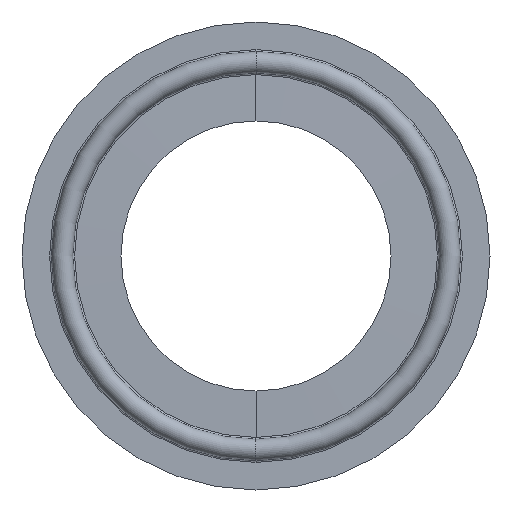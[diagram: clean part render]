
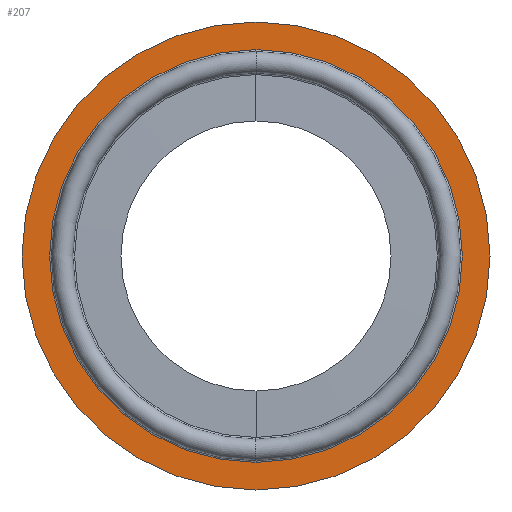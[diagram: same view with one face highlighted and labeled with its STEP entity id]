
A CAD part, left-side view. The second image highlights one B-rep face of the part: STEP entity #207.
In plain terms, the highlighted planar face has unit normal (-1, 0, 0).
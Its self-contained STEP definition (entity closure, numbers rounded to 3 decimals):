
#3 = DIRECTION ( 'NONE',  ( 1., 0., 0. ) ) ;
#7 = CARTESIAN_POINT ( 'NONE',  ( -0.9, 0., 0. ) ) ;
#40 = DIRECTION ( 'NONE',  ( 1., 0., 0. ) ) ;
#67 = ORIENTED_EDGE ( 'NONE', *, *, #234, .T. ) ;
#87 = AXIS2_PLACEMENT_3D ( 'NONE', #755, #127, #199 ) ;
#90 = EDGE_CURVE ( 'NONE', #540, #644, #193, .T. ) ;
#118 = ORIENTED_EDGE ( 'NONE', *, *, #90, .T. ) ;
#127 = DIRECTION ( 'NONE',  ( -1., 0., 0. ) ) ;
#158 = CARTESIAN_POINT ( 'NONE',  ( -0.9, 0., 26.25 ) ) ;
#172 = CIRCLE ( 'NONE', #409, 23.15 ) ;
#193 = CIRCLE ( 'NONE', #622, 23.15 ) ;
#199 = DIRECTION ( 'NONE',  ( 0., 0., 1. ) ) ;
#207 = ADVANCED_FACE ( 'NONE', ( #562, #210 ), #774, .F. ) ;
#210 = FACE_OUTER_BOUND ( 'NONE', #585, .T. ) ;
#222 = AXIS2_PLACEMENT_3D ( 'NONE', #427, #3, #625 ) ;
#234 = EDGE_CURVE ( 'NONE', #509, #383, #804, .T. ) ;
#245 = DIRECTION ( 'NONE',  ( 1., 0., 0. ) ) ;
#253 = ORIENTED_EDGE ( 'NONE', *, *, #355, .T. ) ;
#262 = CARTESIAN_POINT ( 'NONE',  ( -0.9, 0., 23.15 ) ) ;
#323 = DIRECTION ( 'NONE',  ( 0., 0., -1. ) ) ;
#329 = CARTESIAN_POINT ( 'NONE',  ( -0.9, 0., -23.15 ) ) ;
#355 = EDGE_CURVE ( 'NONE', #383, #509, #491, .T. ) ;
#383 = VERTEX_POINT ( 'NONE', #682 ) ;
#409 = AXIS2_PLACEMENT_3D ( 'NONE', #599, #245, #881 ) ;
#427 = CARTESIAN_POINT ( 'NONE',  ( -0.9, 22.95, 0. ) ) ;
#491 = CIRCLE ( 'NONE', #87, 26.25 ) ;
#498 = DIRECTION ( 'NONE',  ( -1., 0., 0. ) ) ;
#509 = VERTEX_POINT ( 'NONE', #158 ) ;
#540 = VERTEX_POINT ( 'NONE', #262 ) ;
#562 = FACE_BOUND ( 'NONE', #903, .T. ) ;
#585 = EDGE_LOOP ( 'NONE', ( #67, #253 ) ) ;
#599 = CARTESIAN_POINT ( 'NONE',  ( -0.9, 0., 0. ) ) ;
#622 = AXIS2_PLACEMENT_3D ( 'NONE', #764, #40, #323 ) ;
#625 = DIRECTION ( 'NONE',  ( 0., 0., -1. ) ) ;
#639 = ORIENTED_EDGE ( 'NONE', *, *, #843, .T. ) ;
#644 = VERTEX_POINT ( 'NONE', #329 ) ;
#682 = CARTESIAN_POINT ( 'NONE',  ( -0.9, 0., -26.25 ) ) ;
#723 = AXIS2_PLACEMENT_3D ( 'NONE', #7, #498, #782 ) ;
#755 = CARTESIAN_POINT ( 'NONE',  ( -0.9, 0., 0. ) ) ;
#764 = CARTESIAN_POINT ( 'NONE',  ( -0.9, 0., 0. ) ) ;
#774 = PLANE ( 'NONE',  #222 ) ;
#782 = DIRECTION ( 'NONE',  ( 0., 0., 1. ) ) ;
#804 = CIRCLE ( 'NONE', #723, 26.25 ) ;
#843 = EDGE_CURVE ( 'NONE', #644, #540, #172, .T. ) ;
#881 = DIRECTION ( 'NONE',  ( 0., 0., -1. ) ) ;
#903 = EDGE_LOOP ( 'NONE', ( #639, #118 ) ) ;
